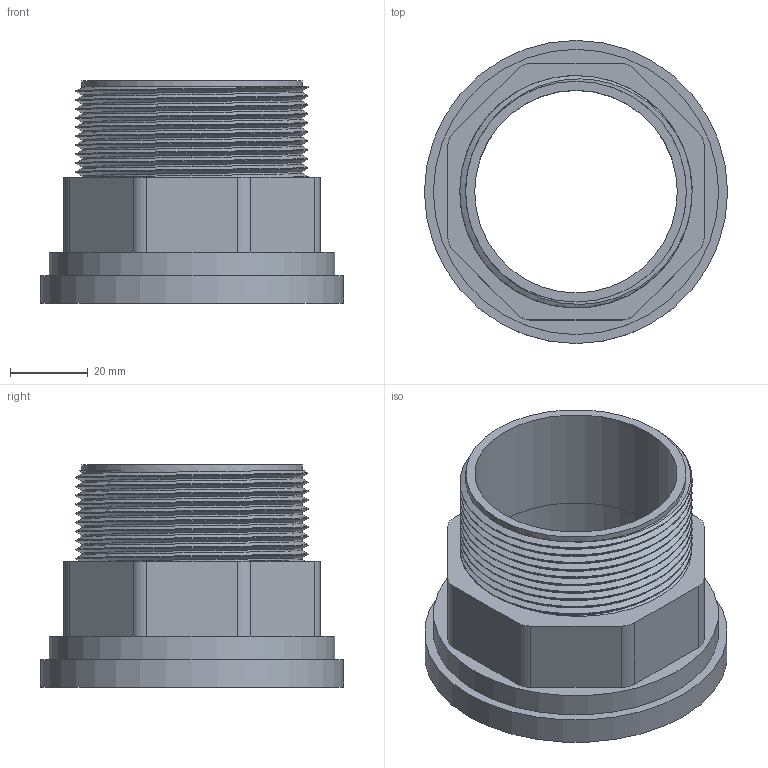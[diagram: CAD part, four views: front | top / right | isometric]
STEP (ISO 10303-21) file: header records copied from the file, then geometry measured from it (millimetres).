
FILE_DESCRIPTION(/* description */ (''),/* implementation_level */ '2;1');
FILE_NAME(/* name */ 'EF0612.000.063.step',/* time_stamp */ '2026-01-07T10:30:49+01:00',/* author */ (''),/* organization */ (''),/* preprocessor_version */ 'ST-DEVELOPER v20.1',/* originating_system */ 'Autodesk Translation Framework v14.21.0.0',/* authorisation */ '');
FILE_SCHEMA (('AUTOMOTIVE_DESIGN { 1 0 10303 214 3 1 1 }'));
Length unit declared in the file: millimetre
Products named in the file (1): 2026-01-07-08-54-07-472
Bounding box: 77.8 x 77.8 x 57 mm (x, y, z)
Volume: 69216.1 mm3; surface area: 29715.9 mm2
Topology: 1 solids, 1 shells, 51 faces, 135 edges, 90 vertices
Faces by surface type: cylinder 34, plane 15, bspline 2
Full cylindrical faces by diameter (mm): 52 x1, 53 x1, 56.656 x10, 59.614 x9, 73.2 x1, 77.8 x1
Entity records: 21220 total; most frequent: CARTESIAN_POINT 19983, ORIENTED_EDGE 270, DIRECTION 217, EDGE_CURVE 135, VERTEX_POINT 90, AXIS2_PLACEMENT_3D 80, EDGE_LOOP 57, LINE 57
